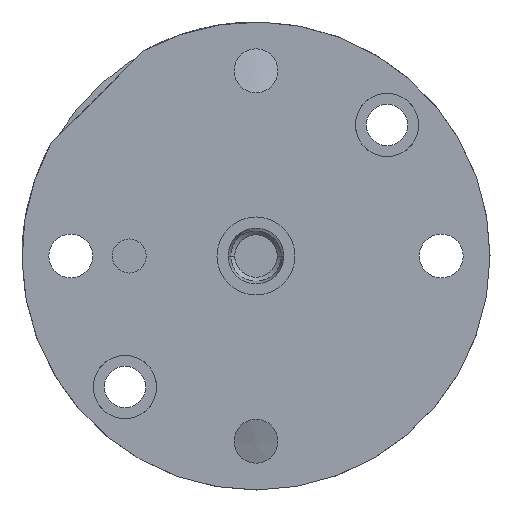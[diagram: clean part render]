
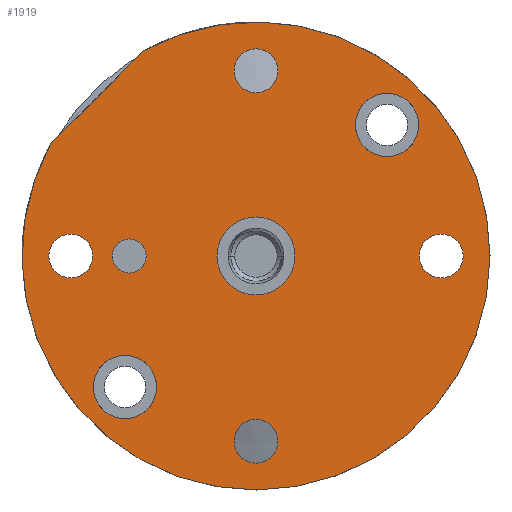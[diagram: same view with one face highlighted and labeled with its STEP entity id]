
A CAD part, front view. The second image highlights one B-rep face of the part: STEP entity #1919.
In plain terms, the highlighted planar face has unit normal (0, -1, 0).
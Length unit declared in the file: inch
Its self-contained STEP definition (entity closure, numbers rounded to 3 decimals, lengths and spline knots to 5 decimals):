
#208=CARTESIAN_POINT('',(0.,-0.963,0.));
#209=DIRECTION('',(0.,-1.,0.));
#210=DIRECTION('',(-0.877,0.,0.481));
#211=AXIS2_PLACEMENT_3D('',#208,#209,#210);
#466=CARTESIAN_POINT('',(1.1875,-0.963,0.));
#467=DIRECTION('',(0.,-1.,0.));
#468=DIRECTION('',(1.,0.,0.));
#469=AXIS2_PLACEMENT_3D('',#466,#467,#468);
#471=CARTESIAN_POINT('',(1.1875,-0.963,0.));
#472=DIRECTION('',(0.,-1.,0.));
#473=DIRECTION('',(-1.,0.,0.));
#474=AXIS2_PLACEMENT_3D('',#471,#472,#473);
#476=CARTESIAN_POINT('',(0.,-0.963,1.1875));
#477=DIRECTION('',(0.,-1.,0.));
#478=DIRECTION('',(1.,0.,0.));
#479=AXIS2_PLACEMENT_3D('',#476,#477,#478);
#481=CARTESIAN_POINT('',(0.,-0.963,1.1875));
#482=DIRECTION('',(0.,-1.,0.));
#483=DIRECTION('',(-1.,0.,0.));
#484=AXIS2_PLACEMENT_3D('',#481,#482,#483);
#486=CARTESIAN_POINT('',(-1.1875,-0.963,0.));
#487=DIRECTION('',(0.,-1.,0.));
#488=DIRECTION('',(1.,0.,0.));
#489=AXIS2_PLACEMENT_3D('',#486,#487,#488);
#491=CARTESIAN_POINT('',(-1.1875,-0.963,0.));
#492=DIRECTION('',(0.,-1.,0.));
#493=DIRECTION('',(-1.,0.,0.));
#494=AXIS2_PLACEMENT_3D('',#491,#492,#493);
#496=CARTESIAN_POINT('',(0.,-0.963,-1.1875));
#497=DIRECTION('',(0.,-1.,0.));
#498=DIRECTION('',(1.,0.,0.));
#499=AXIS2_PLACEMENT_3D('',#496,#497,#498);
#501=CARTESIAN_POINT('',(0.,-0.963,-1.1875));
#502=DIRECTION('',(0.,-1.,0.));
#503=DIRECTION('',(-1.,0.,0.));
#504=AXIS2_PLACEMENT_3D('',#501,#502,#503);
#506=DIRECTION('',(0.707,0.,0.707));
#507=VECTOR('',#506,0.84);
#508=CARTESIAN_POINT('',(-1.31522,-0.963,0.72125));
#509=LINE('',#508,#507);
#510=CARTESIAN_POINT('',(0.,-0.963,0.));
#511=DIRECTION('',(0.,1.,0.));
#512=DIRECTION('',(-1.,0.,0.));
#513=AXIS2_PLACEMENT_3D('',#510,#511,#512);
#515=CARTESIAN_POINT('',(0.,-0.963,0.));
#516=DIRECTION('',(0.,1.,0.));
#517=DIRECTION('',(1.,0.,0.));
#518=AXIS2_PLACEMENT_3D('',#515,#516,#517);
#520=CARTESIAN_POINT('',(-0.84004,-0.963,-0.84004));
#521=DIRECTION('',(0.,-1.,0.));
#522=DIRECTION('',(1.,0.,0.));
#523=AXIS2_PLACEMENT_3D('',#520,#521,#522);
#525=CARTESIAN_POINT('',(-0.84004,-0.963,-0.84004));
#526=DIRECTION('',(0.,-1.,0.));
#527=DIRECTION('',(-1.,0.,0.));
#528=AXIS2_PLACEMENT_3D('',#525,#526,#527);
#530=CARTESIAN_POINT('',(0.84004,-0.963,0.84004));
#531=DIRECTION('',(0.,-1.,0.));
#532=DIRECTION('',(1.,0.,0.));
#533=AXIS2_PLACEMENT_3D('',#530,#531,#532);
#535=CARTESIAN_POINT('',(0.84004,-0.963,0.84004));
#536=DIRECTION('',(0.,-1.,0.));
#537=DIRECTION('',(-1.,0.,0.));
#538=AXIS2_PLACEMENT_3D('',#535,#536,#537);
#540=CARTESIAN_POINT('',(-0.8125,-0.963,0.));
#541=DIRECTION('',(0.,-1.,0.));
#542=DIRECTION('',(1.,0.,0.));
#543=AXIS2_PLACEMENT_3D('',#540,#541,#542);
#545=CARTESIAN_POINT('',(-0.8125,-0.963,0.));
#546=DIRECTION('',(0.,-1.,0.));
#547=DIRECTION('',(-1.,0.,0.));
#548=AXIS2_PLACEMENT_3D('',#545,#546,#547);
#1505=CARTESIAN_POINT('',(1.328,-0.963,0.));
#1506=CARTESIAN_POINT('',(1.047,-0.963,0.));
#1507=VERTEX_POINT('',#1505);
#1508=VERTEX_POINT('',#1506);
#1517=CARTESIAN_POINT('',(0.1405,-0.963,1.1875));
#1518=CARTESIAN_POINT('',(-0.1405,-0.963,1.1875));
#1519=VERTEX_POINT('',#1517);
#1520=VERTEX_POINT('',#1518);
#1531=CARTESIAN_POINT('',(-1.047,-0.963,0.));
#1532=CARTESIAN_POINT('',(-1.328,-0.963,0.));
#1533=VERTEX_POINT('',#1531);
#1534=VERTEX_POINT('',#1532);
#1543=CARTESIAN_POINT('',(0.1405,-0.963,-1.1875));
#1544=CARTESIAN_POINT('',(-0.1405,-0.963,-1.1875));
#1545=VERTEX_POINT('',#1543);
#1546=VERTEX_POINT('',#1544);
#1555=CARTESIAN_POINT('',(-1.31522,-0.963,0.72125));
#1556=CARTESIAN_POINT('',(-0.72125,-0.963,1.31522));
#1557=VERTEX_POINT('',#1555);
#1558=VERTEX_POINT('',#1556);
#1602=CARTESIAN_POINT('',(-0.25,-0.963,0.));
#1603=CARTESIAN_POINT('',(0.25,-0.963,0.));
#1604=VERTEX_POINT('',#1602);
#1605=VERTEX_POINT('',#1603);
#1622=CARTESIAN_POINT('',(-0.63704,-0.963,-0.84004));
#1623=CARTESIAN_POINT('',(-1.04304,-0.963,-0.84004));
#1624=VERTEX_POINT('',#1622);
#1625=VERTEX_POINT('',#1623);
#1630=CARTESIAN_POINT('',(1.04304,-0.963,0.84004));
#1631=CARTESIAN_POINT('',(0.63704,-0.963,0.84004));
#1632=VERTEX_POINT('',#1630);
#1633=VERTEX_POINT('',#1631);
#1691=CARTESIAN_POINT('',(-0.7035,-0.963,0.));
#1692=CARTESIAN_POINT('',(-0.9215,-0.963,0.));
#1693=VERTEX_POINT('',#1691);
#1694=VERTEX_POINT('',#1692);
#1863=CARTESIAN_POINT('',(0.,-0.963,0.));
#1864=DIRECTION('',(0.,-1.,0.));
#1865=DIRECTION('',(1.,0.,0.));
#1866=AXIS2_PLACEMENT_3D('',#1863,#1864,#1865);
#1867=PLANE('',#1866);
#1869=ORIENTED_EDGE('',*,*,#1868,.T.);
#1870=ORIENTED_EDGE('',*,*,#1733,.F.);
#1871=EDGE_LOOP('',(#1869,#1870));
#1872=FACE_OUTER_BOUND('',#1871,.F.);
#1874=ORIENTED_EDGE('',*,*,#1873,.T.);
#1876=ORIENTED_EDGE('',*,*,#1875,.T.);
#1877=EDGE_LOOP('',(#1874,#1876));
#1878=FACE_BOUND('',#1877,.F.);
#1880=ORIENTED_EDGE('',*,*,#1879,.T.);
#1882=ORIENTED_EDGE('',*,*,#1881,.T.);
#1883=EDGE_LOOP('',(#1880,#1882));
#1884=FACE_BOUND('',#1883,.F.);
#1886=ORIENTED_EDGE('',*,*,#1885,.T.);
#1888=ORIENTED_EDGE('',*,*,#1887,.T.);
#1889=EDGE_LOOP('',(#1886,#1888));
#1890=FACE_BOUND('',#1889,.F.);
#1891=ORIENTED_EDGE('',*,*,#1843,.T.);
#1892=ORIENTED_EDGE('',*,*,#1857,.T.);
#1893=EDGE_LOOP('',(#1891,#1892));
#1894=FACE_BOUND('',#1893,.F.);
#1896=ORIENTED_EDGE('',*,*,#1895,.F.);
#1898=ORIENTED_EDGE('',*,*,#1897,.F.);
#1899=EDGE_LOOP('',(#1896,#1898));
#1900=FACE_BOUND('',#1899,.F.);
#1902=ORIENTED_EDGE('',*,*,#1901,.T.);
#1904=ORIENTED_EDGE('',*,*,#1903,.T.);
#1905=EDGE_LOOP('',(#1902,#1904));
#1906=FACE_BOUND('',#1905,.F.);
#1908=ORIENTED_EDGE('',*,*,#1907,.T.);
#1910=ORIENTED_EDGE('',*,*,#1909,.T.);
#1911=EDGE_LOOP('',(#1908,#1910));
#1912=FACE_BOUND('',#1911,.F.);
#1914=ORIENTED_EDGE('',*,*,#1913,.T.);
#1916=ORIENTED_EDGE('',*,*,#1915,.T.);
#1917=EDGE_LOOP('',(#1914,#1916));
#1918=FACE_BOUND('',#1917,.F.);
#1919=ADVANCED_FACE('',(#1872,#1878,#1884,#1890,#1894,#1900,#1906,#1912,#1918),
#1867,.T.);
#212=CIRCLE('',#211,1.5);
#470=CIRCLE('',#469,0.1405);
#475=CIRCLE('',#474,0.1405);
#480=CIRCLE('',#479,0.1405);
#485=CIRCLE('',#484,0.1405);
#490=CIRCLE('',#489,0.1405);
#495=CIRCLE('',#494,0.1405);
#500=CIRCLE('',#499,0.1405);
#505=CIRCLE('',#504,0.1405);
#514=CIRCLE('',#513,0.25);
#519=CIRCLE('',#518,0.25);
#524=CIRCLE('',#523,0.203);
#529=CIRCLE('',#528,0.203);
#534=CIRCLE('',#533,0.203);
#539=CIRCLE('',#538,0.203);
#544=CIRCLE('',#543,0.109);
#549=CIRCLE('',#548,0.109);
#1733=EDGE_CURVE('',#1557,#1558,#212,.T.);
#1843=EDGE_CURVE('',#1545,#1546,#500,.T.);
#1857=EDGE_CURVE('',#1546,#1545,#505,.T.);
#1868=EDGE_CURVE('',#1557,#1558,#509,.T.);
#1873=EDGE_CURVE('',#1507,#1508,#470,.T.);
#1875=EDGE_CURVE('',#1508,#1507,#475,.T.);
#1879=EDGE_CURVE('',#1519,#1520,#480,.T.);
#1881=EDGE_CURVE('',#1520,#1519,#485,.T.);
#1885=EDGE_CURVE('',#1533,#1534,#490,.T.);
#1887=EDGE_CURVE('',#1534,#1533,#495,.T.);
#1895=EDGE_CURVE('',#1604,#1605,#514,.T.);
#1897=EDGE_CURVE('',#1605,#1604,#519,.T.);
#1901=EDGE_CURVE('',#1624,#1625,#524,.T.);
#1903=EDGE_CURVE('',#1625,#1624,#529,.T.);
#1907=EDGE_CURVE('',#1632,#1633,#534,.T.);
#1909=EDGE_CURVE('',#1633,#1632,#539,.T.);
#1913=EDGE_CURVE('',#1693,#1694,#544,.T.);
#1915=EDGE_CURVE('',#1694,#1693,#549,.T.);
